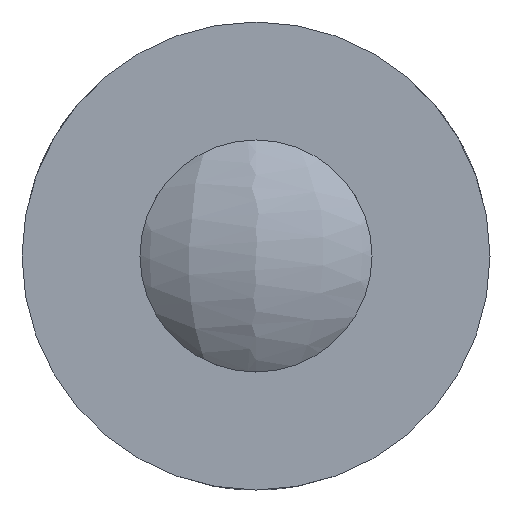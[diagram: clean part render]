
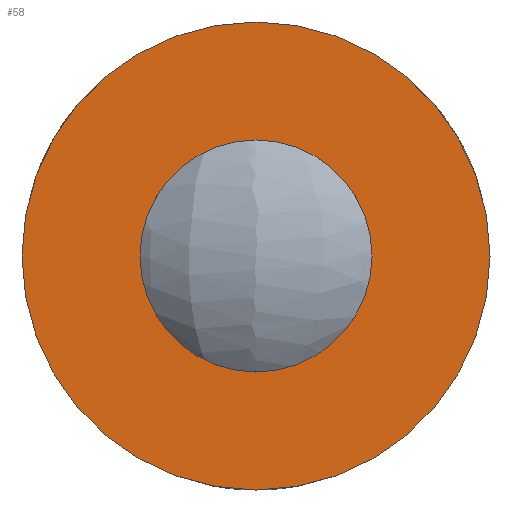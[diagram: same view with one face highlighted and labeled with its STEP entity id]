
A CAD part, front view. The second image highlights one B-rep face of the part: STEP entity #58.
In plain terms, the highlighted planar face has unit normal (0, -1, 0).
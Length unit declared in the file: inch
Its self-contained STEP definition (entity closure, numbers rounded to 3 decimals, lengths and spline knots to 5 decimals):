
#43 = FACE_OUTER_BOUND ( 'NONE', #143, .T. ) ;
#58 = ADVANCED_FACE ( 'NONE', ( #43, #538 ), #648, .F. ) ;
#93 = DIRECTION ( 'NONE',  ( 0., 0., 1. ) ) ;
#100 = VERTEX_POINT ( 'NONE', #160 ) ;
#143 = EDGE_LOOP ( 'NONE', ( #352 ) ) ;
#160 = CARTESIAN_POINT ( 'NONE',  ( 0., -3.3775, -0.675 ) ) ;
#221 = DIRECTION ( 'NONE',  ( 0., 1., 0. ) ) ;
#240 = CARTESIAN_POINT ( 'NONE',  ( 0., -3.3775, 0.675 ) ) ;
#248 = AXIS2_PLACEMENT_3D ( 'NONE', #764, #394, #449 ) ;
#291 = EDGE_CURVE ( 'NONE', #650, #650, #759, .T. ) ;
#352 = ORIENTED_EDGE ( 'NONE', *, *, #512, .F. ) ;
#394 = DIRECTION ( 'NONE',  ( 0., -1., 0. ) ) ;
#417 = EDGE_LOOP ( 'NONE', ( #751 ) ) ;
#449 = DIRECTION ( 'NONE',  ( 0., 0., 1. ) ) ;
#452 = AXIS2_PLACEMENT_3D ( 'NONE', #240, #785, #93 ) ;
#512 = EDGE_CURVE ( 'NONE', #100, #100, #621, .T. ) ;
#538 = FACE_BOUND ( 'NONE', #417, .T. ) ;
#621 = CIRCLE ( 'NONE', #756, 0.675 ) ;
#648 = PLANE ( 'NONE',  #452 ) ;
#649 = CARTESIAN_POINT ( 'NONE',  ( 0., -3.3775, 0. ) ) ;
#650 = VERTEX_POINT ( 'NONE', #787 ) ;
#715 = DIRECTION ( 'NONE',  ( 0., 0., -1. ) ) ;
#751 = ORIENTED_EDGE ( 'NONE', *, *, #291, .F. ) ;
#756 = AXIS2_PLACEMENT_3D ( 'NONE', #649, #221, #715 ) ;
#759 = CIRCLE ( 'NONE', #248, 0.33465 ) ;
#764 = CARTESIAN_POINT ( 'NONE',  ( 0., -3.3775, 0. ) ) ;
#785 = DIRECTION ( 'NONE',  ( 0., 1., 0. ) ) ;
#787 = CARTESIAN_POINT ( 'NONE',  ( 0., -3.3775, 0.33465 ) ) ;
